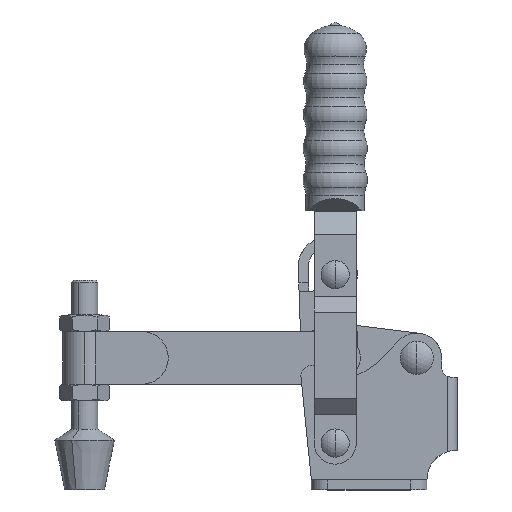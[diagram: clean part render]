
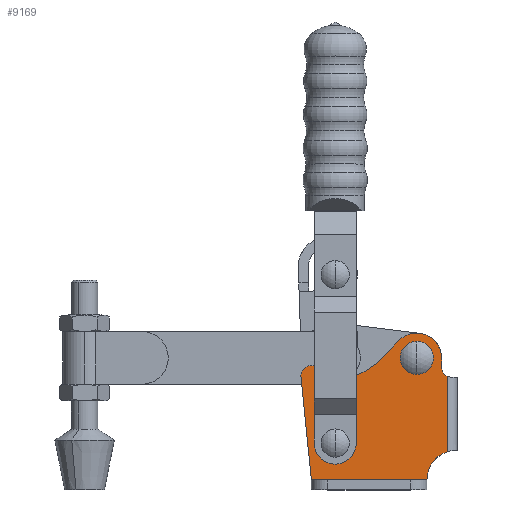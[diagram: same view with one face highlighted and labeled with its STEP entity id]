
A CAD part, top view. The second image highlights one B-rep face of the part: STEP entity #9169.
In plain terms, the highlighted planar face has unit normal (0, 0, 1).
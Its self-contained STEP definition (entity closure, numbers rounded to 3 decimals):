
#54 = CARTESIAN_POINT ( 'NONE',  ( -17.62, 44.984, 6. ) ) ;
#93 = CARTESIAN_POINT ( 'NONE',  ( -4.7, 39.8, 6. ) ) ;
#105 = CARTESIAN_POINT ( 'NONE',  ( -35.585, 40.587, 6. ) ) ;
#110 = CARTESIAN_POINT ( 'NONE',  ( -3., 47.3, 6. ) ) ;
#159 = CARTESIAN_POINT ( 'NONE',  ( -34.8, 14.1, 6. ) ) ;
#176 = VERTEX_POINT ( 'NONE', #2135 ) ;
#182 = AXIS2_PLACEMENT_3D ( 'NONE', #6135, #855, #7021 ) ;
#320 = DIRECTION ( 'NONE',  ( 0., 0., 1. ) ) ;
#350 = ORIENTED_EDGE ( 'NONE', *, *, #2707, .F. ) ;
#399 = ORIENTED_EDGE ( 'NONE', *, *, #1034, .T. ) ;
#450 = VERTEX_POINT ( 'NONE', #159 ) ;
#459 = DIRECTION ( 'NONE',  ( 1., 0., 0. ) ) ;
#547 = CARTESIAN_POINT ( 'NONE',  ( -9.1, 3., 6. ) ) ;
#569 = CARTESIAN_POINT ( 'NONE',  ( -44., 3., 6. ) ) ;
#570 = EDGE_CURVE ( 'NONE', #7620, #5977, #7759, .T. ) ;
#575 = AXIS2_PLACEMENT_3D ( 'NONE', #8035, #2764, #8908 ) ;
#855 = DIRECTION ( 'NONE',  ( 0., 0., -1. ) ) ;
#930 = AXIS2_PLACEMENT_3D ( 'NONE', #10964, #5717, #459 ) ;
#993 = DIRECTION ( 'NONE',  ( 1., 0., 0. ) ) ;
#1034 = EDGE_CURVE ( 'NONE', #3543, #4913, #7874, .T. ) ;
#1475 = CARTESIAN_POINT ( 'NONE',  ( -4.7, 37., 6. ) ) ;
#1678 = AXIS2_PLACEMENT_3D ( 'NONE', #2980, #9131, #3867 ) ;
#1699 = CIRCLE ( 'NONE', #4725, 2. ) ;
#1789 = VECTOR ( 'NONE', #3553, 1000. ) ;
#1854 = DIRECTION ( 'NONE',  ( 0., 1., 0. ) ) ;
#1868 = CARTESIAN_POINT ( 'NONE',  ( -4.7, 39.8, 6. ) ) ;
#1878 = EDGE_CURVE ( 'NONE', #6457, #9158, #2359, .T. ) ;
#1883 = DIRECTION ( 'NONE',  ( 0., 0., 1. ) ) ;
#2067 = CARTESIAN_POINT ( 'NONE',  ( -12.2, 39.8, 6. ) ) ;
#2114 = ORIENTED_EDGE ( 'NONE', *, *, #11013, .F. ) ;
#2135 = CARTESIAN_POINT ( 'NONE',  ( -38.8, 14.1, 6. ) ) ;
#2144 = LINE ( 'NONE', #569, #2419 ) ;
#2146 = ORIENTED_EDGE ( 'NONE', *, *, #3218, .T. ) ;
#2220 = AXIS2_PLACEMENT_3D ( 'NONE', #105, #6268, #993 ) ;
#2261 = EDGE_CURVE ( 'NONE', #5977, #7620, #10960, .T. ) ;
#2294 = DIRECTION ( 'NONE',  ( 0., 0., -1. ) ) ;
#2308 = LINE ( 'NONE', #93, #4357 ) ;
#2335 = EDGE_LOOP ( 'NONE', ( #350, #399, #2503, #2978, #4502, #8177, #7029, #11262, #4167, #2146, #2350, #10933 ) ) ;
#2350 = ORIENTED_EDGE ( 'NONE', *, *, #6313, .T. ) ;
#2357 = CARTESIAN_POINT ( 'NONE',  ( -36.8, 14.1, 6. ) ) ;
#2359 = CIRCLE ( 'NONE', #575, 3. ) ;
#2419 = VECTOR ( 'NONE', #5807, 1000. ) ;
#2503 = ORIENTED_EDGE ( 'NONE', *, *, #7435, .T. ) ;
#2707 = EDGE_CURVE ( 'NONE', #3543, #10536, #6860, .T. ) ;
#2764 = DIRECTION ( 'NONE',  ( 0., 0., 1. ) ) ;
#2962 = DIRECTION ( 'NONE',  ( 1., 0., 0. ) ) ;
#2978 = ORIENTED_EDGE ( 'NONE', *, *, #9129, .T. ) ;
#2980 = CARTESIAN_POINT ( 'NONE',  ( -12.2, 39.8, 6. ) ) ;
#2989 = AXIS2_PLACEMENT_3D ( 'NONE', #5589, #320, #6479 ) ;
#3078 = CARTESIAN_POINT ( 'NONE',  ( -41.696, 36.239, 6. ) ) ;
#3119 = CARTESIAN_POINT ( 'NONE',  ( -12.2, 34.8, 6. ) ) ;
#3131 = DIRECTION ( 'NONE',  ( 0., 0., 1. ) ) ;
#3218 = EDGE_CURVE ( 'NONE', #10090, #9349, #2144, .T. ) ;
#3248 = DIRECTION ( 'NONE',  ( 1., 0., 0. ) ) ;
#3261 = CARTESIAN_POINT ( 'NONE',  ( -3., 11.52, 6. ) ) ;
#3270 = CIRCLE ( 'NONE', #2989, 7.5 ) ;
#3523 = ORIENTED_EDGE ( 'NONE', *, *, #2261, .F. ) ;
#3543 = VERTEX_POINT ( 'NONE', #3753 ) ;
#3553 = DIRECTION ( 'NONE',  ( -0.691, -0.723, 0. ) ) ;
#3753 = CARTESIAN_POINT ( 'NONE',  ( -3., 34.296, 6. ) ) ;
#3867 = DIRECTION ( 'NONE',  ( 1., 0., 0. ) ) ;
#3873 = CARTESIAN_POINT ( 'NONE',  ( -33.564, 33.365, 6. ) ) ;
#4024 = CARTESIAN_POINT ( 'NONE',  ( -40.3, 57.44, 6. ) ) ;
#4042 = VERTEX_POINT ( 'NONE', #9414 ) ;
#4125 = LINE ( 'NONE', #54, #1789 ) ;
#4167 = ORIENTED_EDGE ( 'NONE', *, *, #9041, .T. ) ;
#4357 = VECTOR ( 'NONE', #1854, 1000. ) ;
#4462 = CARTESIAN_POINT ( 'NONE',  ( -12.2, 44.8, 6. ) ) ;
#4502 = ORIENTED_EDGE ( 'NONE', *, *, #4593, .T. ) ;
#4593 = EDGE_CURVE ( 'NONE', #7588, #4042, #4125, .T. ) ;
#4634 = AXIS2_PLACEMENT_3D ( 'NONE', #8415, #3131, #9280 ) ;
#4725 = AXIS2_PLACEMENT_3D ( 'NONE', #2357, #8515, #3248 ) ;
#4745 = AXIS2_PLACEMENT_3D ( 'NONE', #2067, #8239, #2962 ) ;
#4903 = DIRECTION ( 'NONE',  ( 1., 0., 0. ) ) ;
#4913 = VERTEX_POINT ( 'NONE', #1475 ) ;
#4958 = AXIS2_PLACEMENT_3D ( 'NONE', #7175, #1883, #8053 ) ;
#5027 = CIRCLE ( 'NONE', #182, 9. ) ;
#5414 = EDGE_LOOP ( 'NONE', ( #9427, #3523 ) ) ;
#5589 = CARTESIAN_POINT ( 'NONE',  ( -12.2, 39.8, 6. ) ) ;
#5591 = AXIS2_PLACEMENT_3D ( 'NONE', #4024, #10152, #4903 ) ;
#5717 = DIRECTION ( 'NONE',  ( 0., 0., 1. ) ) ;
#5807 = DIRECTION ( 'NONE',  ( 0.1, -0.995, 0. ) ) ;
#5892 = FACE_OUTER_BOUND ( 'NONE', #2335, .T. ) ;
#5977 = VERTEX_POINT ( 'NONE', #3119 ) ;
#6053 = VERTEX_POINT ( 'NONE', #547 ) ;
#6135 = CARTESIAN_POINT ( 'NONE',  ( -0.1, 3., 6. ) ) ;
#6162 = CARTESIAN_POINT ( 'NONE',  ( -44., 3., 6. ) ) ;
#6265 = CARTESIAN_POINT ( 'NONE',  ( -17.62, 44.984, 6. ) ) ;
#6268 = DIRECTION ( 'NONE',  ( 0., 0., -1. ) ) ;
#6313 = EDGE_CURVE ( 'NONE', #9349, #6053, #6318, .T. ) ;
#6318 = LINE ( 'NONE', #6162, #10699 ) ;
#6457 = VERTEX_POINT ( 'NONE', #3078 ) ;
#6479 = DIRECTION ( 'NONE',  ( 1., 0., 0. ) ) ;
#6528 = CIRCLE ( 'NONE', #2220, 7.5 ) ;
#6588 = VECTOR ( 'NONE', #8909, 1000. ) ;
#6770 = EDGE_LOOP ( 'NONE', ( #9689, #2114 ) ) ;
#6860 = LINE ( 'NONE', #110, #6588 ) ;
#7021 = DIRECTION ( 'NONE',  ( 1., 0., 0. ) ) ;
#7029 = ORIENTED_EDGE ( 'NONE', *, *, #10731, .T. ) ;
#7175 = CARTESIAN_POINT ( 'NONE',  ( -44.14, 34.5, 6. ) ) ;
#7369 = PLANE ( 'NONE',  #4745 ) ;
#7435 = EDGE_CURVE ( 'NONE', #4913, #9672, #2308, .T. ) ;
#7582 = CARTESIAN_POINT ( 'NONE',  ( -1.7, 37., 6. ) ) ;
#7588 = VERTEX_POINT ( 'NONE', #6265 ) ;
#7620 = VERTEX_POINT ( 'NONE', #4462 ) ;
#7759 = CIRCLE ( 'NONE', #4634, 5. ) ;
#7778 = VERTEX_POINT ( 'NONE', #3873 ) ;
#7874 = CIRCLE ( 'NONE', #10076, 3. ) ;
#7955 = FACE_BOUND ( 'NONE', #5414, .T. ) ;
#8035 = CARTESIAN_POINT ( 'NONE',  ( -44.14, 34.5, 6. ) ) ;
#8053 = DIRECTION ( 'NONE',  ( 1., 0., 0. ) ) ;
#8159 = EDGE_CURVE ( 'NONE', #6053, #10536, #5027, .T. ) ;
#8177 = ORIENTED_EDGE ( 'NONE', *, *, #10406, .T. ) ;
#8239 = DIRECTION ( 'NONE',  ( 0., 0., 1. ) ) ;
#8323 = CIRCLE ( 'NONE', #5591, 25. ) ;
#8415 = CARTESIAN_POINT ( 'NONE',  ( -12.2, 39.8, 6. ) ) ;
#8468 = DIRECTION ( 'NONE',  ( 1., 0., 0. ) ) ;
#8515 = DIRECTION ( 'NONE',  ( 0., 0., 1. ) ) ;
#8720 = DIRECTION ( 'NONE',  ( 1., 0., 0. ) ) ;
#8908 = DIRECTION ( 'NONE',  ( 1., 0., 0. ) ) ;
#8909 = DIRECTION ( 'NONE',  ( 0., -1., 0. ) ) ;
#9041 = EDGE_CURVE ( 'NONE', #9158, #10090, #10403, .T. ) ;
#9129 = EDGE_CURVE ( 'NONE', #9672, #7588, #3270, .T. ) ;
#9131 = DIRECTION ( 'NONE',  ( 0., 0., 1. ) ) ;
#9158 = VERTEX_POINT ( 'NONE', #10832 ) ;
#9169 = ADVANCED_FACE ( 'NONE', ( #7955, #5892, #9987 ), #7369, .T. ) ;
#9280 = DIRECTION ( 'NONE',  ( 1., 0., 0. ) ) ;
#9349 = VERTEX_POINT ( 'NONE', #10275 ) ;
#9414 = CARTESIAN_POINT ( 'NONE',  ( -22.232, 40.161, 6. ) ) ;
#9427 = ORIENTED_EDGE ( 'NONE', *, *, #570, .F. ) ;
#9672 = VERTEX_POINT ( 'NONE', #1868 ) ;
#9689 = ORIENTED_EDGE ( 'NONE', *, *, #9839, .F. ) ;
#9839 = EDGE_CURVE ( 'NONE', #450, #176, #10089, .T. ) ;
#9987 = FACE_BOUND ( 'NONE', #6770, .T. ) ;
#10076 = AXIS2_PLACEMENT_3D ( 'NONE', #7582, #2294, #8468 ) ;
#10089 = CIRCLE ( 'NONE', #930, 2. ) ;
#10090 = VERTEX_POINT ( 'NONE', #10638 ) ;
#10152 = DIRECTION ( 'NONE',  ( 0., 0., -1. ) ) ;
#10275 = CARTESIAN_POINT ( 'NONE',  ( -44., 3., 6. ) ) ;
#10403 = CIRCLE ( 'NONE', #4958, 3. ) ;
#10406 = EDGE_CURVE ( 'NONE', #4042, #7778, #8323, .T. ) ;
#10536 = VERTEX_POINT ( 'NONE', #3261 ) ;
#10638 = CARTESIAN_POINT ( 'NONE',  ( -47.125, 34.201, 6. ) ) ;
#10699 = VECTOR ( 'NONE', #8720, 1000. ) ;
#10731 = EDGE_CURVE ( 'NONE', #7778, #6457, #6528, .T. ) ;
#10832 = CARTESIAN_POINT ( 'NONE',  ( -47.14, 34.5, 6. ) ) ;
#10933 = ORIENTED_EDGE ( 'NONE', *, *, #8159, .T. ) ;
#10960 = CIRCLE ( 'NONE', #1678, 5. ) ;
#10964 = CARTESIAN_POINT ( 'NONE',  ( -36.8, 14.1, 6. ) ) ;
#11013 = EDGE_CURVE ( 'NONE', #176, #450, #1699, .T. ) ;
#11262 = ORIENTED_EDGE ( 'NONE', *, *, #1878, .T. ) ;
